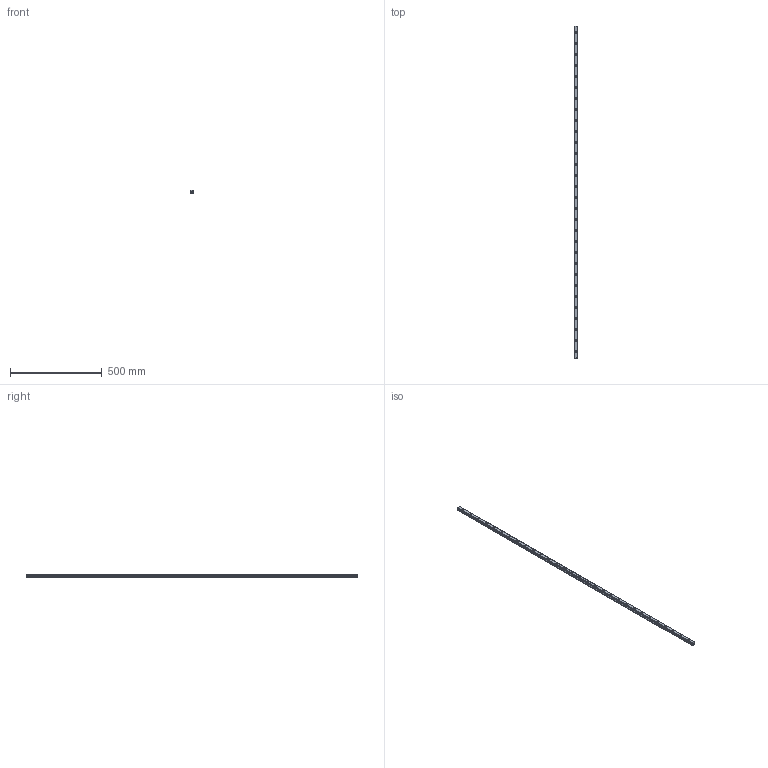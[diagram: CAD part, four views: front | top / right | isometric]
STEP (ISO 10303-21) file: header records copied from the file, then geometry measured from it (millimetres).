
FILE_DESCRIPTION(('STEP AP214'),'1');
FILE_NAME('cctmp_F28A99A3-C5D1-408A-83AF-2289DB8F8686_2020_5_19_9_22_40_770..stp','2020-05-19T07:22:40',('HIWIN GmbH'),('CADClick - www.CADClick.com'),'Spatial InterOp 3D',' ','unknown authorization');
FILE_SCHEMA(('AUTOMOTIVE_DESIGN'));
Length unit declared in the file: millimetre
Products named in the file (1): HGR20R1810H_FILE
Bounding box: 20 x 1810 x 17.5 mm (x, y, z)
Volume: 517592.2 mm3; surface area: 153638.9 mm2
Topology: 1 solids, 1 shells, 377 faces, 843 edges, 562 vertices
Faces by surface type: cylinder 202, plane 175
Entity records: 13681 total; most frequent: DIRECTION 2003, CARTESIAN_POINT 1783, ORIENTED_EDGE 1686, EDGE_CURVE 843, AXIS2_PLACEMENT_3D 782, VERTEX_POINT 562, EDGE_LOOP 471, LINE 439
